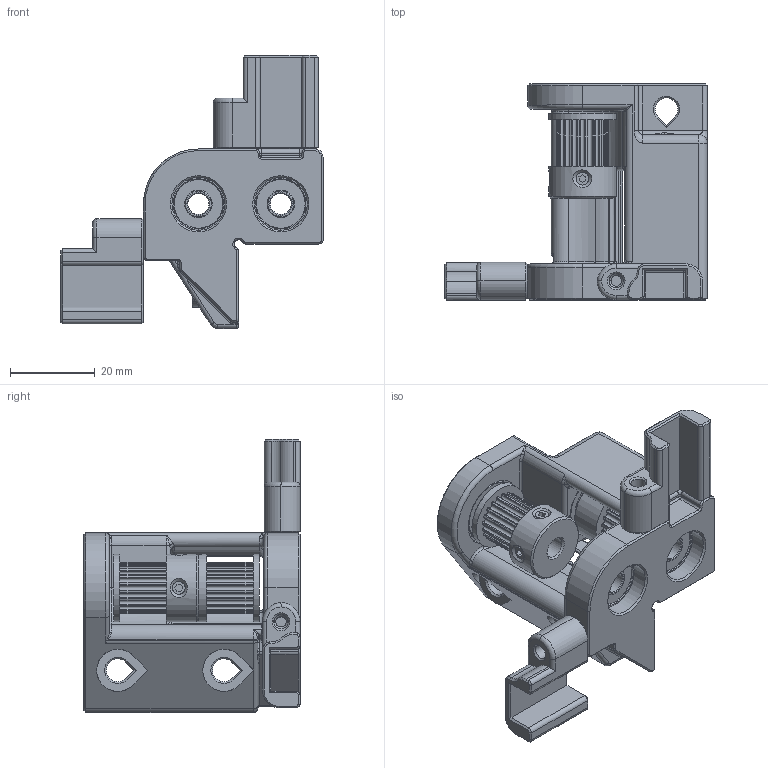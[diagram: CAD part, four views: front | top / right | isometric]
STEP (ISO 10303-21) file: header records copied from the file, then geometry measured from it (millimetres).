
FILE_DESCRIPTION(/* description */ (''),/* implementation_level */ '2;1');
FILE_NAME(/* name */ 'YDrive_F695.step',/* time_stamp */ '2024-05-24T10:51:37-04:00',/* author */ (''),/* organization */ (''),/* preprocessor_version */ 'ST-DEVELOPER v20',/* originating_system */ 'Autodesk Translation Framework v13.14.0.145',/* authorisation */ '');
FILE_SCHEMA (('AUTOMOTIVE_DESIGN { 1 0 10303 214 3 1 1 }'));
Length unit declared in the file: millimetre
Products named in the file (7): YDrive_F695_DoubleShearDoublePulley; Endstop_X-MAX; Endstop_Y-MIN; YDrive_F695; Bearings and Pulleys; Mellow GT2 20T 9mm Pulley; F695-2RS
Assembly tree (10 placements, depth 3):
  YDrive_F695_DoubleShearDoublePulley
    Endstop_X-MAX
    Endstop_Y-MIN
    YDrive_F695
    Bearings and Pulleys
      Mellow GT2 20T 9mm Pulley  x2
      F695-2RS  x4
Bounding box: 62.03 x 51.1 x 64.62 mm (x, y, z)
Volume: 36062.1 mm3; surface area: 22193.3 mm2
Topology: 13 solids, 13 shells, 865 faces, 2100 edges, 1282 vertices
Faces by surface type: cylinder 326, plane 311, cone 121, bspline 51, torus 49, sphere 7
Full cylindrical faces by diameter (mm): 2.5 x2, 3 x8, 3.4 x2, 5 x6, 6.5 x8, 11.5 x8, 12.5 x4, 13 x4, 15 x4, 16 x4, 16.5 x4
Entity records: 23554 total; most frequent: CARTESIAN_POINT 7356, DIRECTION 3430, ORIENTED_EDGE 3278, EDGE_CURVE 1639, AXIS2_PLACEMENT_3D 1259, VERTEX_POINT 996, LINE 912, VECTOR 912
